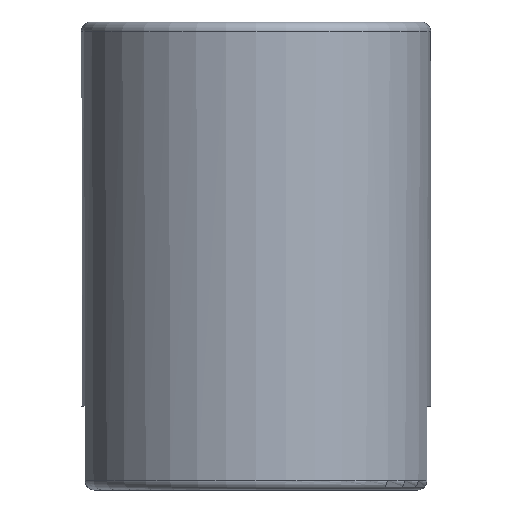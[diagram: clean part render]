
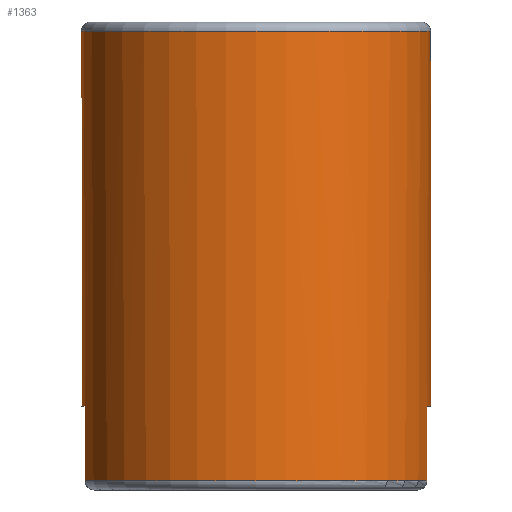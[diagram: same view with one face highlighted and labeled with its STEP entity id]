
A CAD part, front view. The second image highlights one B-rep face of the part: STEP entity #1363.
In plain terms, the highlighted cylindrical face has radius 2.388 mm (diameter 4.775 mm), a full revolution.
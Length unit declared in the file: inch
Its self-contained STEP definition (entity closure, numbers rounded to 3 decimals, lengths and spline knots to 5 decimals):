
#329 = CARTESIAN_POINT ( 'NONE',  ( -0.09206, -0.019, 0.005 ) ) ;
#358 = CARTESIAN_POINT ( 'NONE',  ( -0.09206, 0.019, 0.045 ) ) ;
#361 = CARTESIAN_POINT ( 'NONE',  ( -0.09206, -0.019, 0.045 ) ) ;
#370 = CARTESIAN_POINT ( 'NONE',  ( 0.09206, 0.019, 0.045 ) ) ;
#378 = CARTESIAN_POINT ( 'NONE',  ( 0.09206, 0.019, 0.005 ) ) ;
#379 = CARTESIAN_POINT ( 'NONE',  ( 0.09206, -0.019, 0.005 ) ) ;
#383 = CARTESIAN_POINT ( 'NONE',  ( 0.09206, -0.019, 0.045 ) ) ;
#384 = CARTESIAN_POINT ( 'NONE',  ( -0.09206, 0.019, 0.005 ) ) ;
#396 = CARTESIAN_POINT ( 'NONE',  ( 0., 0., 0.005 ) ) ;
#397 = DIRECTION ( 'NONE',  ( 0., 0., 1. ) ) ;
#398 = DIRECTION ( 'NONE',  ( 1., 0., 0. ) ) ;
#428 = CARTESIAN_POINT ( 'NONE',  ( 0., 0., 0.045 ) ) ;
#430 = DIRECTION ( 'NONE',  ( 0., 0., 1. ) ) ;
#431 = DIRECTION ( 'NONE',  ( 1., 0., 0. ) ) ;
#437 = CARTESIAN_POINT ( 'NONE',  ( -0.09206, 0.019, 0.37381 ) ) ;
#438 = DIRECTION ( 'NONE',  ( 0., 0., 1. ) ) ;
#439 = CARTESIAN_POINT ( 'NONE',  ( 0.09206, -0.019, 0.37381 ) ) ;
#440 = DIRECTION ( 'NONE',  ( 0., 0., 1. ) ) ;
#444 = CARTESIAN_POINT ( 'NONE',  ( 0., 0., 0.247 ) ) ;
#445 = DIRECTION ( 'NONE',  ( 0., 0., 1. ) ) ;
#446 = DIRECTION ( 'NONE',  ( 1., 0., 0. ) ) ;
#462 = CARTESIAN_POINT ( 'NONE',  ( 0., 0., 0.005 ) ) ;
#463 = DIRECTION ( 'NONE',  ( 0., 0., 1. ) ) ;
#464 = DIRECTION ( 'NONE',  ( 1., 0., 0. ) ) ;
#486 = CARTESIAN_POINT ( 'NONE',  ( 0.09206, 0.019, 0.37381 ) ) ;
#487 = DIRECTION ( 'NONE',  ( 0., 0., -1. ) ) ;
#535 = CARTESIAN_POINT ( 'NONE',  ( -0.09206, -0.019, 0.37381 ) ) ;
#536 = DIRECTION ( 'NONE',  ( 0., 0., -1. ) ) ;
#573 = CARTESIAN_POINT ( 'NONE',  ( 0., 0., 0.045 ) ) ;
#574 = DIRECTION ( 'NONE',  ( 0., 0., 1. ) ) ;
#575 = DIRECTION ( 'NONE',  ( 1., 0., 0. ) ) ;
#615 = CARTESIAN_POINT ( 'NONE',  ( 0., 0., 0.37381 ) ) ;
#618 = DIRECTION ( 'NONE',  ( 1., 0., 0. ) ) ;
#619 = DIRECTION ( 'NONE',  ( 0., 0., 1. ) ) ;
#787 = EDGE_LOOP ( 'NONE', ( #861, #862, #863, #864, #865, #866, #867, #868 ) ) ;
#798 = EDGE_LOOP ( 'NONE', ( #860 ) ) ;
#860 = ORIENTED_EDGE ( 'NONE', *, *, #1326, .F. ) ;
#861 = ORIENTED_EDGE ( 'NONE', *, *, #1323, .T. ) ;
#862 = ORIENTED_EDGE ( 'NONE', *, *, #1351, .T. ) ;
#863 = ORIENTED_EDGE ( 'NONE', *, *, #1345, .T. ) ;
#864 = ORIENTED_EDGE ( 'NONE', *, *, #1331, .T. ) ;
#865 = ORIENTED_EDGE ( 'NONE', *, *, #1324, .T. ) ;
#866 = ORIENTED_EDGE ( 'NONE', *, *, #1320, .T. ) ;
#867 = ORIENTED_EDGE ( 'NONE', *, *, #1335, .T. ) ;
#868 = ORIENTED_EDGE ( 'NONE', *, *, #1314, .T. ) ;
#988 = CIRCLE ( 'NONE', #1087, 0.094 ) ;
#992 = LINE ( 'NONE', #437, #995 ) ;
#993 = LINE ( 'NONE', #486, #1005 ) ;
#994 = CIRCLE ( 'NONE', #1096, 0.094 ) ;
#995 = VECTOR ( 'NONE', #438, 39.37008 ) ;
#997 = LINE ( 'NONE', #439, #998 ) ;
#998 = VECTOR ( 'NONE', #440, 39.37008 ) ;
#1001 = CIRCLE ( 'NONE', #1093, 0.094 ) ;
#1005 = VECTOR ( 'NONE', #487, 39.37008 ) ;
#1006 = CIRCLE ( 'NONE', #1097, 0.094 ) ;
#1021 = LINE ( 'NONE', #535, #1022 ) ;
#1022 = VECTOR ( 'NONE', #536, 39.37008 ) ;
#1031 = CIRCLE ( 'NONE', #1099, 0.094 ) ;
#1043 = FACE_OUTER_BOUND ( 'NONE', #798, .T. ) ;
#1046 = CYLINDRICAL_SURFACE ( 'NONE', #1111, 0.094 ) ;
#1047 = FACE_OUTER_BOUND ( 'NONE', #787, .T. ) ;
#1087 = AXIS2_PLACEMENT_3D ( 'NONE', #396, #397, #398 ) ;
#1093 = AXIS2_PLACEMENT_3D ( 'NONE', #444, #445, #446 ) ;
#1096 = AXIS2_PLACEMENT_3D ( 'NONE', #428, #430, #431 ) ;
#1097 = AXIS2_PLACEMENT_3D ( 'NONE', #462, #463, #464 ) ;
#1099 = AXIS2_PLACEMENT_3D ( 'NONE', #573, #574, #575 ) ;
#1111 = AXIS2_PLACEMENT_3D ( 'NONE', #615, #619, #618 ) ;
#1166 = VERTEX_POINT ( 'NONE', #358 ) ;
#1169 = VERTEX_POINT ( 'NONE', #361 ) ;
#1177 = VERTEX_POINT ( 'NONE', #329 ) ;
#1179 = VERTEX_POINT ( 'NONE', #370 ) ;
#1187 = VERTEX_POINT ( 'NONE', #378 ) ;
#1188 = VERTEX_POINT ( 'NONE', #379 ) ;
#1192 = VERTEX_POINT ( 'NONE', #383 ) ;
#1193 = VERTEX_POINT ( 'NONE', #384 ) ;
#1314 = EDGE_CURVE ( 'NONE', #1187, #1193, #988, .T. ) ;
#1320 = EDGE_CURVE ( 'NONE', #1192, #1179, #994, .T. ) ;
#1323 = EDGE_CURVE ( 'NONE', #1193, #1166, #992, .T. ) ;
#1324 = EDGE_CURVE ( 'NONE', #1188, #1192, #997, .T. ) ;
#1326 = EDGE_CURVE ( 'NONE', #1997, #1997, #1001, .T. ) ;
#1331 = EDGE_CURVE ( 'NONE', #1177, #1188, #1006, .T. ) ;
#1335 = EDGE_CURVE ( 'NONE', #1179, #1187, #993, .T. ) ;
#1345 = EDGE_CURVE ( 'NONE', #1169, #1177, #1021, .T. ) ;
#1351 = EDGE_CURVE ( 'NONE', #1166, #1169, #1031, .T. ) ;
#1363 = ADVANCED_FACE ( 'NONE', ( #1043, #1047 ), #1046, .T. ) ;
#1997 = VERTEX_POINT ( 'NONE', #1999 ) ;
#1999 = CARTESIAN_POINT ( 'NONE',  ( 0.094, 0., 0.247 ) ) ;
